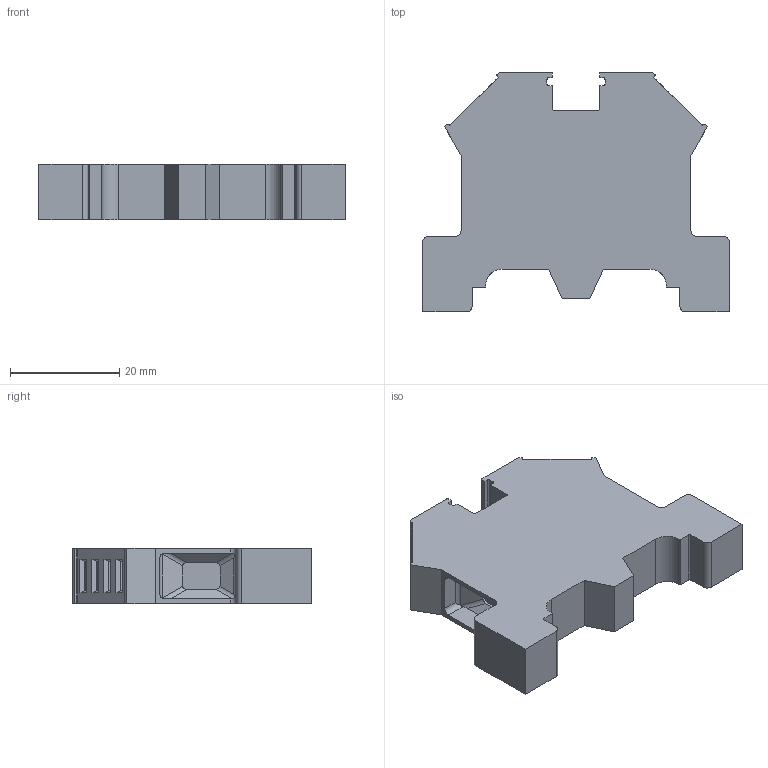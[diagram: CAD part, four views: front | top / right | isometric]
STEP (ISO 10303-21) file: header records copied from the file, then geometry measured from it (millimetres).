
FILE_DESCRIPTION(/* description */ (''),/* implementation_level */ '2;1');
FILE_NAME(/* name */ '1066_SL10_32_iso.stp',/* time_stamp */ '2011-07-19T10:09:24+02:00',/* author */ (''),/* organization */ (''),/* preprocessor_version */ 'ST-DEVELOPER v11',/* originating_system */ 'SIEMENS UGS NX 6.0',/* authorisation */ '');
FILE_SCHEMA (('CONFIG_CONTROL_DESIGN'));
Length unit declared in the file: millimetre
Products named in the file (1): 1066_SL10_32_iso
Bounding box: 56 x 43.8 x 10.1 mm (x, y, z)
Volume: 15744.8 mm3; surface area: 6424.7 mm2
Topology: 1 solids, 1 shells, 260 faces, 707 edges, 460 vertices
Faces by surface type: plane 187, cylinder 73
Full cylindrical faces by diameter (mm): 5.8 x2
Entity records: 8297 total; most frequent: CARTESIAN_POINT 1575, ORIENTED_EDGE 1406, DIRECTION 1349, EDGE_CURVE 703, LINE 545, VECTOR 545, VERTEX_POINT 458, AXIS2_PLACEMENT_3D 402
